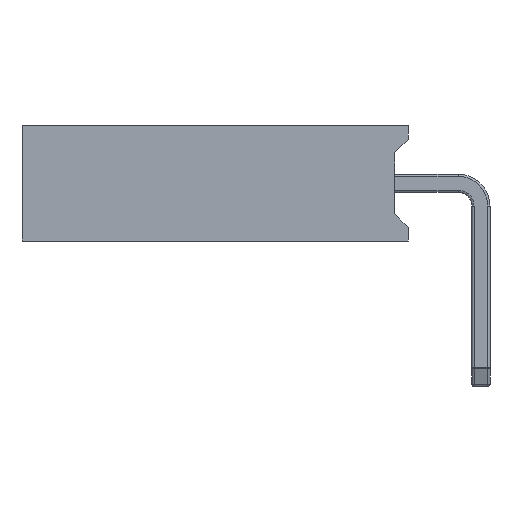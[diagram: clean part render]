
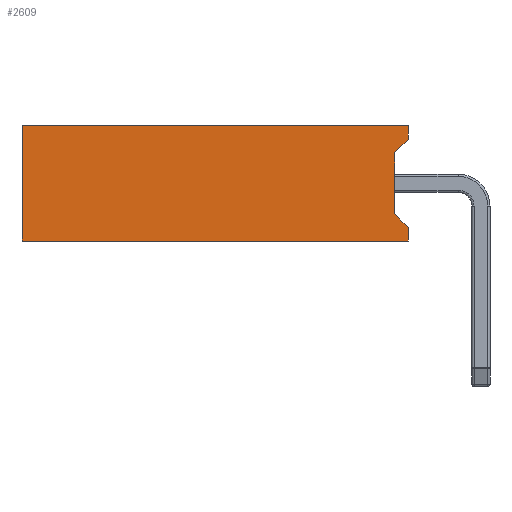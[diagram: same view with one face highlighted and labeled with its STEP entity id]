
A CAD part, left-side view. The second image highlights one B-rep face of the part: STEP entity #2609.
In plain terms, the highlighted planar face has unit normal (-1, 0, 0).
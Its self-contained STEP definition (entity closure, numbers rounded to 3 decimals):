
#102=PLANE('',#2847);
#177=FACE_OUTER_BOUND('',#340,.T.);
#340=EDGE_LOOP('',(#1709,#1710,#1711,#1712,#1713,#1714,#1715,#1716));
#507=LINE('',#4089,#705);
#511=LINE('',#4097,#709);
#517=LINE('',#4112,#715);
#528=LINE('',#4132,#726);
#529=LINE('',#4135,#727);
#532=LINE('',#4141,#730);
#533=LINE('',#4143,#731);
#534=LINE('',#4144,#732);
#705=VECTOR('',#3229,10.);
#709=VECTOR('',#3235,10.);
#715=VECTOR('',#3247,10.);
#726=VECTOR('',#3264,10.);
#727=VECTOR('',#3267,10.);
#730=VECTOR('',#3272,10.);
#731=VECTOR('',#3273,10.);
#732=VECTOR('',#3274,10.);
#1059=VERTEX_POINT('',#4087);
#1060=VERTEX_POINT('',#4088);
#1063=VERTEX_POINT('',#4096);
#1069=VERTEX_POINT('',#4111);
#1075=VERTEX_POINT('',#4130);
#1076=VERTEX_POINT('',#4134);
#1078=VERTEX_POINT('',#4140);
#1079=VERTEX_POINT('',#4142);
#1283=EDGE_CURVE('',#1059,#1060,#507,.T.);
#1287=EDGE_CURVE('',#1063,#1060,#511,.T.);
#1295=EDGE_CURVE('',#1063,#1069,#517,.T.);
#1306=EDGE_CURVE('',#1059,#1075,#528,.T.);
#1307=EDGE_CURVE('',#1076,#1069,#529,.T.);
#1310=EDGE_CURVE('',#1075,#1078,#532,.T.);
#1311=EDGE_CURVE('',#1079,#1078,#533,.T.);
#1312=EDGE_CURVE('',#1076,#1079,#534,.T.);
#1709=ORIENTED_EDGE('',*,*,#1287,.T.);
#1710=ORIENTED_EDGE('',*,*,#1283,.F.);
#1711=ORIENTED_EDGE('',*,*,#1306,.T.);
#1712=ORIENTED_EDGE('',*,*,#1310,.T.);
#1713=ORIENTED_EDGE('',*,*,#1311,.F.);
#1714=ORIENTED_EDGE('',*,*,#1312,.F.);
#1715=ORIENTED_EDGE('',*,*,#1307,.T.);
#1716=ORIENTED_EDGE('',*,*,#1295,.F.);
#2609=ADVANCED_FACE('',(#177),#102,.T.);
#2847=AXIS2_PLACEMENT_3D('',#4139,#3270,#3271);
#3229=DIRECTION('',(0.,0.707,-0.707));
#3235=DIRECTION('',(0.,0.,1.));
#3247=DIRECTION('',(0.,-0.707,-0.707));
#3264=DIRECTION('',(0.,0.,1.));
#3267=DIRECTION('',(0.,0.,1.));
#3270=DIRECTION('center_axis',(-1.,0.,0.));
#3271=DIRECTION('ref_axis',(0.,0.,
1.));
#3272=DIRECTION('',(0.,1.,0.));
#3273=DIRECTION('',(0.,0.,1.));
#3274=DIRECTION('',(0.,1.,0.));
#4087=CARTESIAN_POINT('',(-1.27,1.6,2.24));
#4088=CARTESIAN_POINT('',(-1.27,1.9,1.94));
#4089=CARTESIAN_POINT('',(-1.27,2.235,1.605));
#4096=CARTESIAN_POINT('',(-1.27,1.9,0.6));
#4097=CARTESIAN_POINT('',(-1.27,1.9,0.635));
#4111=CARTESIAN_POINT('',(-1.27,1.6,0.3));
#4112=CARTESIAN_POINT('',(-1.27,1.6,0.3));
#4130=CARTESIAN_POINT('',(-1.27,1.6,2.54));
#4132=CARTESIAN_POINT('',(-1.27,1.6,0.));
#4134=CARTESIAN_POINT('',(-1.27,1.6,0.));
#4135=CARTESIAN_POINT('',(-1.27,1.6,0.));
#4139=CARTESIAN_POINT('Origin',(-1.27,1.6,0.));
#4140=CARTESIAN_POINT('',(-1.27,10.1,2.54));
#4141=CARTESIAN_POINT('',(-1.27,1.6,2.54));
#4142=CARTESIAN_POINT('',(-1.27,10.1,0.));
#4143=CARTESIAN_POINT('',(-1.27,10.1,0.));
#4144=CARTESIAN_POINT('',(-1.27,1.6,0.));
